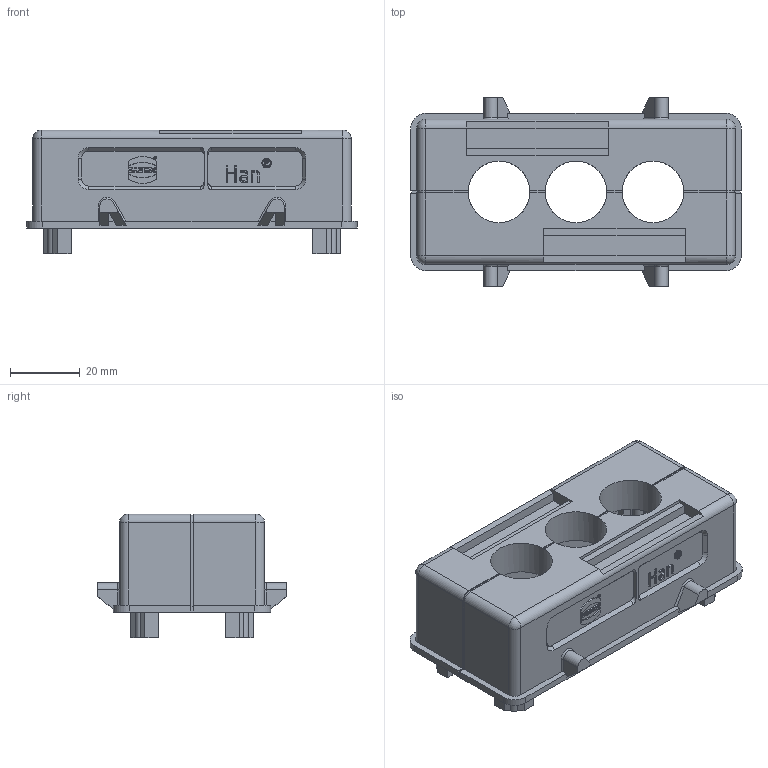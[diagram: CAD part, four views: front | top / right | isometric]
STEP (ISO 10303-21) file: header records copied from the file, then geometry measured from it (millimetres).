
FILE_DESCRIPTION(/* description */ (''),/* implementation_level */ '2;1');
FILE_NAME(/* name */ '100108347ugm000_b.stp',/* time_stamp */ '2016-06-14T06:36:40+02:00',/* author */ (''),/* organization */ (''),/* preprocessor_version */ 'ST-DEVELOPER v16',/* originating_system */ 'SIEMENS PLM Software NX 10.0',/* authorisation */ '');
FILE_SCHEMA (('AUTOMOTIVE_DESIGN { 1 0 10303 214 3 1 1 1 }'));
Length unit declared in the file: millimetre
Products named in the file (1): 100108347ugm000_b
Bounding box: 94.5 x 54 x 35.4 mm (x, y, z)
Volume: 34140.8 mm3; surface area: 27803.8 mm2
Topology: 1 solids, 1 shells, 586 faces, 1649 edges, 1077 vertices
Faces by surface type: plane 432, bspline 70, cylinder 66, cone 14, sphere 4
Full cylindrical faces by diameter (mm): 1.7 x2, 17.6 x3, 20 x3
Entity records: 20328 total; most frequent: CARTESIAN_POINT 4992, ORIENTED_EDGE 3258, DIRECTION 2683, EDGE_CURVE 1629, LINE 1221, VECTOR 1221, VERTEX_POINT 1070, AXIS2_PLACEMENT_3D 731
